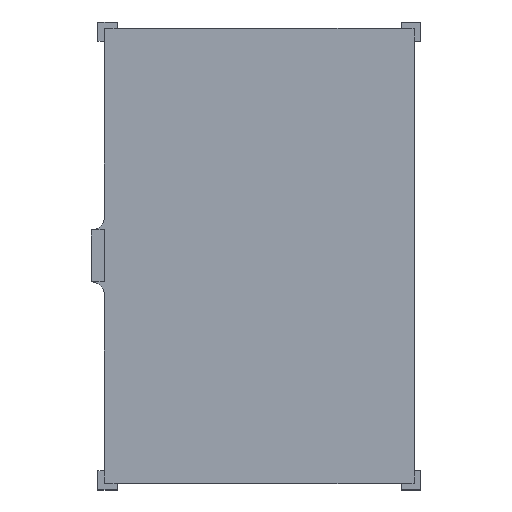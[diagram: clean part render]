
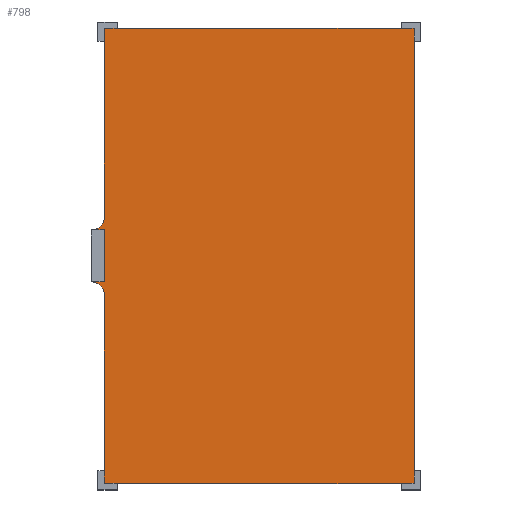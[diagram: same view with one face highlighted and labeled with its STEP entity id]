
A CAD part, top view. The second image highlights one B-rep face of the part: STEP entity #798.
In plain terms, the highlighted planar face has unit normal (0, 0, 1).
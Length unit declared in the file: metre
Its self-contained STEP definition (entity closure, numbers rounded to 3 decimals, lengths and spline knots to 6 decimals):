
#18=CIRCLE('',#858,0.004);
#19=CIRCLE('',#859,0.004);
#68=ORIENTED_EDGE('',*,*,#286,.T.);
#69=ORIENTED_EDGE('',*,*,#291,.T.);
#70=ORIENTED_EDGE('',*,*,#292,.F.);
#71=ORIENTED_EDGE('',*,*,#293,.T.);
#72=ORIENTED_EDGE('',*,*,#294,.F.);
#73=ORIENTED_EDGE('',*,*,#295,.T.);
#74=ORIENTED_EDGE('',*,*,#252,.T.);
#75=ORIENTED_EDGE('',*,*,#296,.T.);
#76=ORIENTED_EDGE('',*,*,#297,.T.);
#77=ORIENTED_EDGE('',*,*,#280,.T.);
#78=ORIENTED_EDGE('',*,*,#298,.T.);
#79=ORIENTED_EDGE('',*,*,#299,.F.);
#80=ORIENTED_EDGE('',*,*,#282,.F.);
#81=ORIENTED_EDGE('',*,*,#300,.F.);
#82=ORIENTED_EDGE('',*,*,#301,.F.);
#83=ORIENTED_EDGE('',*,*,#288,.F.);
#84=ORIENTED_EDGE('',*,*,#302,.F.);
#85=ORIENTED_EDGE('',*,*,#303,.T.);
#252=EDGE_CURVE('',#366,#367,#440,.T.);
#280=EDGE_CURVE('',#393,#392,#466,.T.);
#282=EDGE_CURVE('',#394,#395,#468,.T.);
#286=EDGE_CURVE('',#397,#396,#472,.T.);
#288=EDGE_CURVE('',#398,#399,#474,.T.);
#291=EDGE_CURVE('',#396,#400,#18,.F.);
#292=EDGE_CURVE('',#401,#400,#477,.T.);
#293=EDGE_CURVE('',#401,#402,#478,.T.);
#294=EDGE_CURVE('',#403,#402,#479,.T.);
#295=EDGE_CURVE('',#403,#366,#19,.F.);
#296=EDGE_CURVE('',#367,#404,#480,.T.);
#297=EDGE_CURVE('',#404,#393,#481,.T.);
#298=EDGE_CURVE('',#392,#405,#482,.T.);
#299=EDGE_CURVE('',#395,#405,#483,.T.);
#300=EDGE_CURVE('',#406,#394,#484,.T.);
#301=EDGE_CURVE('',#399,#406,#485,.T.);
#302=EDGE_CURVE('',#407,#398,#486,.T.);
#303=EDGE_CURVE('',#407,#397,#487,.T.);
#366=VERTEX_POINT('',#1116);
#367=VERTEX_POINT('',#1117);
#392=VERTEX_POINT('',#1171);
#393=VERTEX_POINT('',#1173);
#394=VERTEX_POINT('',#1177);
#395=VERTEX_POINT('',#1178);
#396=VERTEX_POINT('',#1183);
#397=VERTEX_POINT('',#1185);
#398=VERTEX_POINT('',#1189);
#399=VERTEX_POINT('',#1190);
#400=VERTEX_POINT('',#1195);
#401=VERTEX_POINT('',#1197);
#402=VERTEX_POINT('',#1199);
#403=VERTEX_POINT('',#1201);
#404=VERTEX_POINT('',#1204);
#405=VERTEX_POINT('',#1207);
#406=VERTEX_POINT('',#1210);
#407=VERTEX_POINT('',#1213);
#440=LINE('',#1115,#546);
#466=LINE('',#1172,#572);
#468=LINE('',#1176,#574);
#472=LINE('',#1184,#578);
#474=LINE('',#1188,#580);
#477=LINE('',#1196,#583);
#478=LINE('',#1198,#584);
#479=LINE('',#1200,#585);
#480=LINE('',#1203,#586);
#481=LINE('',#1205,#587);
#482=LINE('',#1206,#588);
#483=LINE('',#1208,#589);
#484=LINE('',#1209,#590);
#485=LINE('',#1211,#591);
#486=LINE('',#1212,#592);
#487=LINE('',#1214,#593);
#546=VECTOR('',#905,1.);
#572=VECTOR('',#939,1.);
#574=VECTOR('',#943,1.);
#578=VECTOR('',#949,1.);
#580=VECTOR('',#953,1.);
#583=VECTOR('',#960,1.);
#584=VECTOR('',#961,1.);
#585=VECTOR('',#962,1.);
#586=VECTOR('',#965,1.);
#587=VECTOR('',#966,1.);
#588=VECTOR('',#967,1.);
#589=VECTOR('',#968,1.);
#590=VECTOR('',#969,1.);
#591=VECTOR('',#970,1.);
#592=VECTOR('',#971,1.);
#593=VECTOR('',#972,1.);
#658=EDGE_LOOP('',(#68,#69,#70,#71,#72,#73,#74,#75,#76,#77,#78,#79,#80,
#81,#82,#83,#84,#85));
#708=FACE_BOUND('',#658,.T.);
#758=PLANE('',#857);
#798=ADVANCED_FACE('',(#708),#758,.T.);
#857=AXIS2_PLACEMENT_3D('',#1193,#956,#957);
#858=AXIS2_PLACEMENT_3D('',#1194,#958,#959);
#859=AXIS2_PLACEMENT_3D('',#1202,#963,#964);
#905=DIRECTION('',(0.,-1.,0.));
#939=DIRECTION('',(1.,0.,0.));
#943=DIRECTION('',(0.,-1.,0.));
#949=DIRECTION('',(0.,-1.,0.));
#953=DIRECTION('',(1.,0.,0.));
#956=DIRECTION('',(0.,0.,1.));
#957=DIRECTION('',(1.,0.,0.));
#958=DIRECTION('',(0.,0.,1.));
#959=DIRECTION('',(1.,0.,0.));
#960=DIRECTION('',(-1.,0.,0.));
#961=DIRECTION('',(0.,-1.,0.));
#962=DIRECTION('',(1.,0.,0.));
#963=DIRECTION('',(0.,0.,1.));
#964=DIRECTION('',(1.,0.,0.));
#965=DIRECTION('',(0.,-1.,0.));
#966=DIRECTION('',(1.,0.,0.));
#967=DIRECTION('',(1.,0.,0.));
#968=DIRECTION('',(0.,-1.,0.));
#969=DIRECTION('',(0.,-1.,0.));
#970=DIRECTION('',(1.,0.,0.));
#971=DIRECTION('',(1.,0.,0.));
#972=DIRECTION('',(0.,-1.,0.));
#1115=CARTESIAN_POINT('',(0.,-0.0705,0.006));
#1116=CARTESIAN_POINT('',(0.,-0.0825,0.006));
#1117=CARTESIAN_POINT('',(0.,-0.137,0.006));
#1171=CARTESIAN_POINT('',(0.092,-0.141,0.006));
#1172=CARTESIAN_POINT('',(0.002,-0.141,0.006));
#1173=CARTESIAN_POINT('',(0.004,-0.141,0.006));
#1176=CARTESIAN_POINT('',(0.096,-0.002,0.006));
#1177=CARTESIAN_POINT('',(0.096,-0.004,0.006));
#1178=CARTESIAN_POINT('',(0.096,-0.137,0.006));
#1183=CARTESIAN_POINT('',(0.,-0.0585,0.006));
#1184=CARTESIAN_POINT('',(0.,-0.0705,0.006));
#1185=CARTESIAN_POINT('',(0.,-0.004,0.006));
#1188=CARTESIAN_POINT('',(0.094,0.,0.006));
#1189=CARTESIAN_POINT('',(0.004,0.,0.006));
#1190=CARTESIAN_POINT('',(0.092,0.,0.006));
#1193=CARTESIAN_POINT('',(0.048,-0.0705,0.006));
#1194=CARTESIAN_POINT('',(-0.004,-0.0585,0.006));
#1195=CARTESIAN_POINT('',(-0.004,-0.0625,0.006));
#1196=CARTESIAN_POINT('',(0.048,-0.0625,0.006));
#1197=CARTESIAN_POINT('',(0.,-0.0625,0.006));
#1198=CARTESIAN_POINT('',(0.,-0.0705,0.006));
#1199=CARTESIAN_POINT('',(0.,-0.0785,0.006));
#1200=CARTESIAN_POINT('',(-0.004,-0.0785,0.006));
#1201=CARTESIAN_POINT('',(-0.004,-0.0785,0.006));
#1202=CARTESIAN_POINT('',(-0.004,-0.0825,0.006));
#1203=CARTESIAN_POINT('',(0.,-0.0705,0.006));
#1204=CARTESIAN_POINT('',(0.,-0.141,0.006));
#1205=CARTESIAN_POINT('',(0.002,-0.141,0.006));
#1206=CARTESIAN_POINT('',(0.002,-0.141,0.006));
#1207=CARTESIAN_POINT('',(0.096,-0.141,0.006));
#1208=CARTESIAN_POINT('',(0.096,-0.002,0.006));
#1209=CARTESIAN_POINT('',(0.096,-0.002,0.006));
#1210=CARTESIAN_POINT('',(0.096,0.,0.006));
#1211=CARTESIAN_POINT('',(0.094,0.,0.006));
#1212=CARTESIAN_POINT('',(0.094,0.,0.006));
#1213=CARTESIAN_POINT('',(0.,0.,0.006));
#1214=CARTESIAN_POINT('',(0.,-0.0705,0.006));
